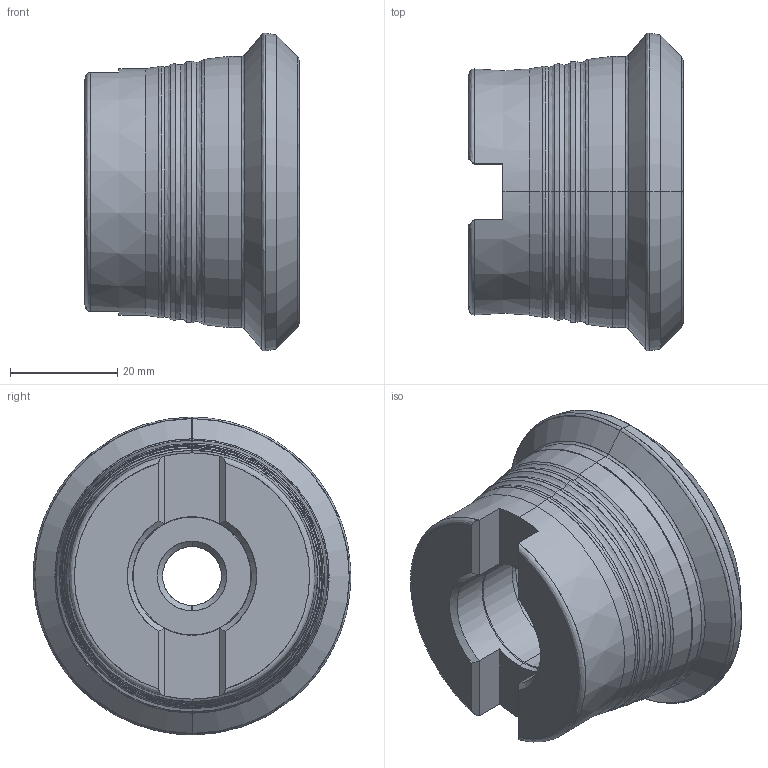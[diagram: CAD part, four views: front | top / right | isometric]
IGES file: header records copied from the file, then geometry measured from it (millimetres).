
Start section: SolidWorks IGES file using analytic representation for surfaces
Global section: file name: 45PP-050-525-6.IGS; native system: SolidWorks 2009; preprocessor: SolidWorks 2009; author: phk; date: 100106.101200; units: millimetre
Bounding box: 40 x 59.38 x 59.4 mm (x, y, z)
Surface area: 12689.2 mm2 (no closed solid volume)
Topology: 0 solids, 0 shells, 90 faces, 842 edges, 842 vertices
Faces by surface type: bspline 50, revolution 40
